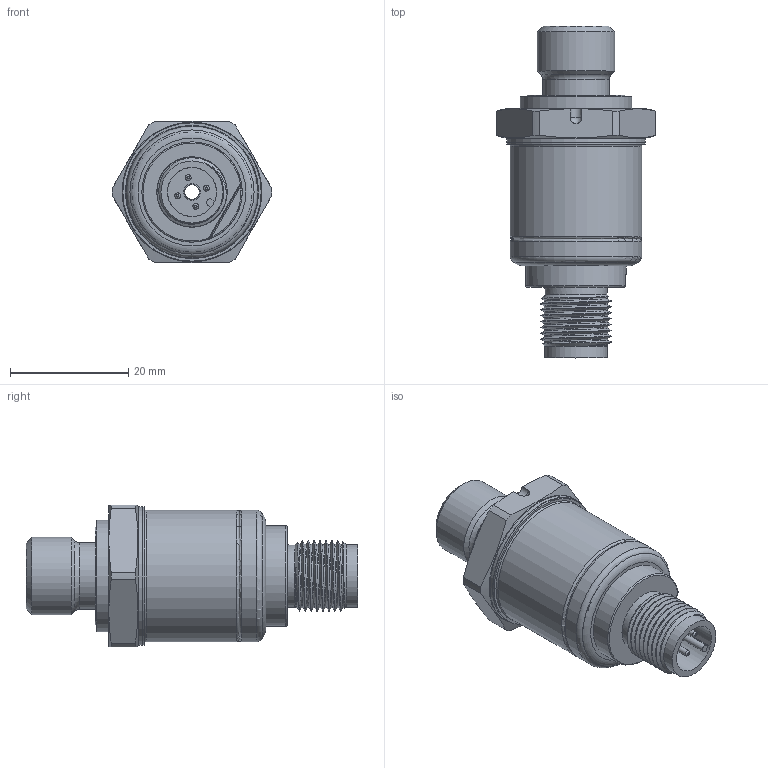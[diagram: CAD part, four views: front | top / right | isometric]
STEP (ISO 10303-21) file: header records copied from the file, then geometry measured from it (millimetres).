
FILE_DESCRIPTION(/* description */ ('Unknown'),/* implementation_level */ '2;1');
FILE_NAME(/* name */ 'PP20S-xxxxxxxx1406xxx3',/* time_stamp */ '2021-10-12T08:22:42+02:00',/* author */ ('Unknown'),/* organization */ ('Baumer'),/* preprocessor_version */ 'ST-DEVELOPER v16.7',/* originating_system */ 'Solid Edge',/* authorisation */ 'Unknown');
FILE_SCHEMA (('AUTOMOTIVE_DESIGN {1 0 10303 214 3 1 1}'));
Length unit declared in the file: millimetre
Products named in the file (1): PP20S-xxxxxxxx1406xxx3
Bounding box: 27 x 56.18 x 24 mm (x, y, z)
Surface area: 5013 mm2 (no closed solid volume)
Topology: 0 solids, 10 shells, 93 faces, 221 edges, 139 vertices
Faces by surface type: cylinder 33, plane 25, torus 14, cone 14, bspline 4, sphere 3
Full cylindrical faces by diameter (mm): 1 x4, 2.5 x1, 8.3 x1, 10.5 x2, 11.2 x1, 11.6 x1, 13.157 x1, 16.5 x1, 16.989 x1, 18.9 x1, 21 x1, 22.24 x2, 23.4 x1, 23.5 x1
Entity records: 3858 total; most frequent: CARTESIAN_POINT 1905, DIRECTION 402, ORIENTED_EDGE 306, AXIS2_PLACEMENT_3D 186, EDGE_CURVE 166, EDGE_LOOP 140, FACE_BOUND 140, VERTEX_POINT 126
